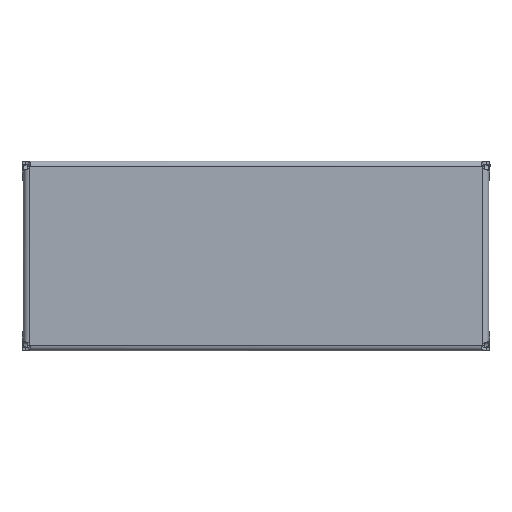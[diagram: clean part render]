
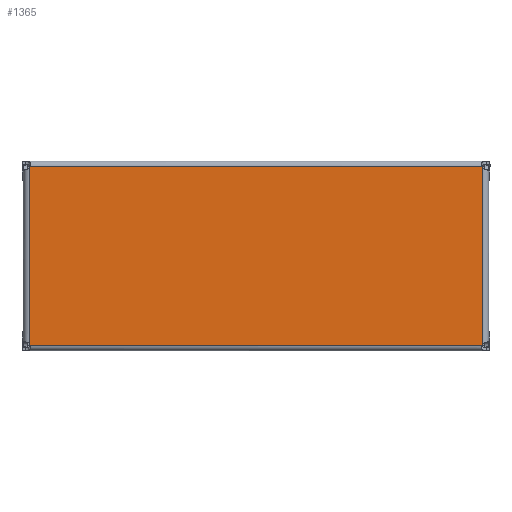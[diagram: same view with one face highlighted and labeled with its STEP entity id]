
A CAD part, top view. The second image highlights one B-rep face of the part: STEP entity #1365.
In plain terms, the highlighted planar face has unit normal (0, 0, 1).
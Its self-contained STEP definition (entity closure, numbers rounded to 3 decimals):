
#83 = CARTESIAN_POINT ( 'NONE',  ( 242.2, 96.75, 0. ) ) ;
#141 = EDGE_CURVE ( 'NONE', #4999, #4878, #3170, .T. ) ;
#387 = VERTEX_POINT ( 'NONE', #1185 ) ;
#453 = DIRECTION ( 'NONE',  ( 1., 0., 0. ) ) ;
#460 = CIRCLE ( 'NONE', #1294, 2.5 ) ;
#476 = DIRECTION ( 'NONE',  ( -1., 0., 0. ) ) ;
#528 = DIRECTION ( 'NONE',  ( 0., 0., -1. ) ) ;
#566 = AXIS2_PLACEMENT_3D ( 'NONE', #83, #4921, #476 ) ;
#590 = CIRCLE ( 'NONE', #1920, 2.5 ) ;
#706 = CARTESIAN_POINT ( 'NONE',  ( 4.185, 96., 0. ) ) ;
#939 = CARTESIAN_POINT ( 'NONE',  ( 239.815, 3., 0. ) ) ;
#986 = DIRECTION ( 'NONE',  ( 1., 0., 0. ) ) ;
#1055 = LINE ( 'NONE', #5115, #3274 ) ;
#1094 = VECTOR ( 'NONE', #1949, 1000. ) ;
#1125 = CARTESIAN_POINT ( 'NONE',  ( 240.3, 95.125, 0. ) ) ;
#1126 = ORIENTED_EDGE ( 'NONE', *, *, #4405, .T. ) ;
#1185 = CARTESIAN_POINT ( 'NONE',  ( 3.7, 95.125, 0. ) ) ;
#1294 = AXIS2_PLACEMENT_3D ( 'NONE', #2540, #3734, #986 ) ;
#1340 = DIRECTION ( 'NONE',  ( -1., 0., 0. ) ) ;
#1365 = ADVANCED_FACE ( 'NONE', ( #3786 ), #1367, .F. ) ;
#1367 = PLANE ( 'NONE',  #4505 ) ;
#1382 = DIRECTION ( 'NONE',  ( -1., 0., 0. ) ) ;
#1537 = CARTESIAN_POINT ( 'NONE',  ( 239.815, 96., 0. ) ) ;
#1608 = DIRECTION ( 'NONE',  ( 0., 0., -1. ) ) ;
#1785 = CARTESIAN_POINT ( 'NONE',  ( 1.8, 2.25, 0. ) ) ;
#1875 = VERTEX_POINT ( 'NONE', #706 ) ;
#1918 = EDGE_CURVE ( 'NONE', #387, #4999, #1928, .T. ) ;
#1920 = AXIS2_PLACEMENT_3D ( 'NONE', #3724, #528, #4479 ) ;
#1928 = LINE ( 'NONE', #3143, #3901 ) ;
#1949 = DIRECTION ( 'NONE',  ( 0., 1., 0. ) ) ;
#1955 = VERTEX_POINT ( 'NONE', #1537 ) ;
#2108 = VERTEX_POINT ( 'NONE', #939 ) ;
#2208 = ORIENTED_EDGE ( 'NONE', *, *, #3802, .T. ) ;
#2214 = EDGE_LOOP ( 'NONE', ( #4905, #1126, #2208, #4736, #4958, #4935, #4482, #4741 ) ) ;
#2306 = EDGE_CURVE ( 'NONE', #4521, #2311, #2386, .T. ) ;
#2311 = VERTEX_POINT ( 'NONE', #1125 ) ;
#2386 = LINE ( 'NONE', #3552, #1094 ) ;
#2463 = CARTESIAN_POINT ( 'NONE',  ( 240.3, 3.875, 0. ) ) ;
#2540 = CARTESIAN_POINT ( 'NONE',  ( 242.2, 2.25, 0. ) ) ;
#2944 = CARTESIAN_POINT ( 'NONE',  ( 3.7, 3.875, 0. ) ) ;
#3128 = CARTESIAN_POINT ( 'NONE',  ( 0., 3., 0. ) ) ;
#3143 = CARTESIAN_POINT ( 'NONE',  ( 3.7, 96., 0. ) ) ;
#3170 = CIRCLE ( 'NONE', #3850, 2.5 ) ;
#3194 = DIRECTION ( 'NONE',  ( 0., -1., 0. ) ) ;
#3204 = LINE ( 'NONE', #3128, #3916 ) ;
#3274 = VECTOR ( 'NONE', #1382, 1000. ) ;
#3359 = DIRECTION ( 'NONE',  ( 0., 0., -1. ) ) ;
#3552 = CARTESIAN_POINT ( 'NONE',  ( 240.3, 3., 0. ) ) ;
#3624 = CARTESIAN_POINT ( 'NONE',  ( 4.185, 3., 0. ) ) ;
#3639 = CIRCLE ( 'NONE', #566, 2.5 ) ;
#3649 = EDGE_CURVE ( 'NONE', #4878, #2108, #3204, .T. ) ;
#3724 = CARTESIAN_POINT ( 'NONE',  ( 1.8, 96.75, 0. ) ) ;
#3734 = DIRECTION ( 'NONE',  ( 0., 0., -1. ) ) ;
#3786 = FACE_OUTER_BOUND ( 'NONE', #2214, .T. ) ;
#3802 = EDGE_CURVE ( 'NONE', #1875, #387, #590, .T. ) ;
#3850 = AXIS2_PLACEMENT_3D ( 'NONE', #1785, #3359, #4870 ) ;
#3878 = EDGE_CURVE ( 'NONE', #2311, #1955, #3639, .T. ) ;
#3901 = VECTOR ( 'NONE', #3194, 1000. ) ;
#3916 = VECTOR ( 'NONE', #453, 1000. ) ;
#4405 = EDGE_CURVE ( 'NONE', #1955, #1875, #1055, .T. ) ;
#4479 = DIRECTION ( 'NONE',  ( 1., 0., 0. ) ) ;
#4482 = ORIENTED_EDGE ( 'NONE', *, *, #4577, .T. ) ;
#4505 = AXIS2_PLACEMENT_3D ( 'NONE', #4895, #1608, #1340 ) ;
#4521 = VERTEX_POINT ( 'NONE', #2463 ) ;
#4577 = EDGE_CURVE ( 'NONE', #2108, #4521, #460, .T. ) ;
#4736 = ORIENTED_EDGE ( 'NONE', *, *, #1918, .T. ) ;
#4741 = ORIENTED_EDGE ( 'NONE', *, *, #2306, .T. ) ;
#4870 = DIRECTION ( 'NONE',  ( -1., 0., 0. ) ) ;
#4878 = VERTEX_POINT ( 'NONE', #3624 ) ;
#4895 = CARTESIAN_POINT ( 'NONE',  ( 0., 99., 0. ) ) ;
#4905 = ORIENTED_EDGE ( 'NONE', *, *, #3878, .T. ) ;
#4921 = DIRECTION ( 'NONE',  ( 0., 0., -1. ) ) ;
#4935 = ORIENTED_EDGE ( 'NONE', *, *, #3649, .T. ) ;
#4958 = ORIENTED_EDGE ( 'NONE', *, *, #141, .T. ) ;
#4999 = VERTEX_POINT ( 'NONE', #2944 ) ;
#5115 = CARTESIAN_POINT ( 'NONE',  ( 244., 96., 0. ) ) ;
